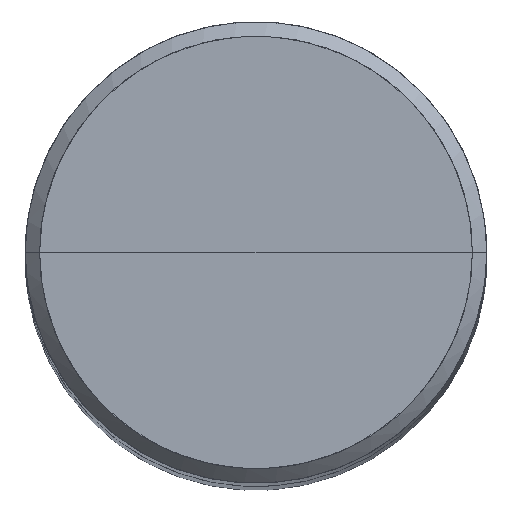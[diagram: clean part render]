
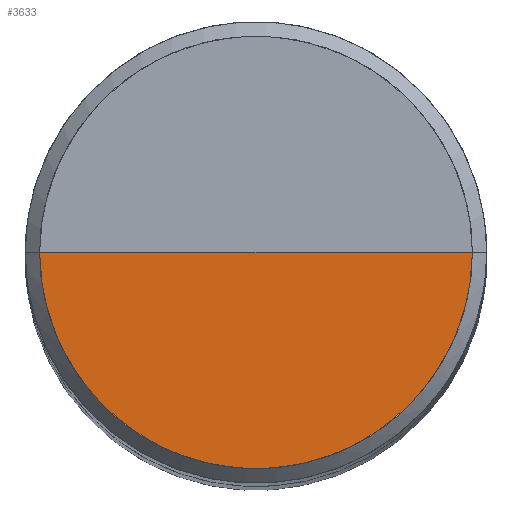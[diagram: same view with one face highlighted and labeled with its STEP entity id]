
A CAD part, top view. The second image highlights one B-rep face of the part: STEP entity #3633.
In plain terms, the highlighted free-form (B-spline) face has degree [1, 2] with [2, 5] control points.
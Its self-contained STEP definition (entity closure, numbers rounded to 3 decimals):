
#3320=CARTESIAN_POINT('',(7.5,0.0,59.0));
#3324=CARTESIAN_POINT('',(-7.5,0.0,59.0));
#3325=CARTESIAN_POINT('',(0.0,0.0,59.0));
#3332=CARTESIAN_POINT('',(-7.5,-7.5,59.0));
#3333=CARTESIAN_POINT('',(0.0,-7.5,59.0));
#3334=CARTESIAN_POINT('',(7.5,-7.5,59.0));
#3618=(
BOUNDED_SURFACE()
B_SPLINE_SURFACE(1,2,(
(#3324,#3332,#3333,#3334,#3320),
(#3325,#3325,#3325,#3325,#3325)
), .UNSPECIFIED.,.F.,.F.,.F.)
B_SPLINE_SURFACE_WITH_KNOTS((2,2),(3,2,3),(
0.0,1.0),(
0.0,0.5,1.0), .UNSPECIFIED.)
GEOMETRIC_REPRESENTATION_ITEM()
RATIONAL_B_SPLINE_SURFACE(((1.0,0.707,1.0,0.707,1.0),
(1.0,0.707,1.0,0.707,1.0)
))
REPRESENTATION_ITEM('')
SURFACE()
);
#3619=(
BOUNDED_CURVE()
B_SPLINE_CURVE(2,(#3320,#3334,#3333,#3332,#3324),.UNSPECIFIED.,.F.,.F.)
B_SPLINE_CURVE_WITH_KNOTS((3,2,3),
(0.0,0.5,1.0),.UNSPECIFIED.)
CURVE()
GEOMETRIC_REPRESENTATION_ITEM()
RATIONAL_B_SPLINE_CURVE((1.0,0.707,1.0,0.707,1.0))
REPRESENTATION_ITEM('')
);
#3620=(
BOUNDED_CURVE()
B_SPLINE_CURVE(1,(#3324,#3325),.UNSPECIFIED.,.F.,.F.)
B_SPLINE_CURVE_WITH_KNOTS((2,2),
(0.0,1.0),.UNSPECIFIED.)
CURVE()
GEOMETRIC_REPRESENTATION_ITEM()
RATIONAL_B_SPLINE_CURVE((1.0,1.0))
REPRESENTATION_ITEM('')
);
#3621=(
BOUNDED_CURVE()
B_SPLINE_CURVE(1,(#3325,#3320),.UNSPECIFIED.,.F.,.F.)
B_SPLINE_CURVE_WITH_KNOTS((2,2),
(0.0,1.0),.UNSPECIFIED.)
CURVE()
GEOMETRIC_REPRESENTATION_ITEM()
RATIONAL_B_SPLINE_CURVE((1.0,1.0))
REPRESENTATION_ITEM('')
);
#3622=VERTEX_POINT('',#3320);
#3623=VERTEX_POINT('',#3324);
#3624=VERTEX_POINT('',#3325);
#3625=EDGE_CURVE('',#3622,#3623,#3619,.T.);
#3626=EDGE_CURVE('',#3623,#3624,#3620,.T.);
#3627=EDGE_CURVE('',#3624,#3622,#3621,.T.);
#3628=ORIENTED_EDGE('',*,*,#3625,.T.);
#3629=ORIENTED_EDGE('',*,*,#3626,.T.);
#3630=ORIENTED_EDGE('',*,*,#3627,.T.);
#3631=EDGE_LOOP('',(#3628,#3629,#3630));
#3632=FACE_OUTER_BOUND('',#3631,.T.);
#3633=ADVANCED_FACE('',(#3632),#3618,.T.);
